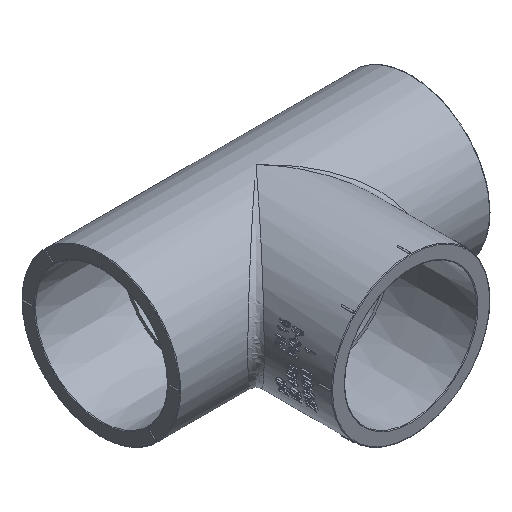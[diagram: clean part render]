
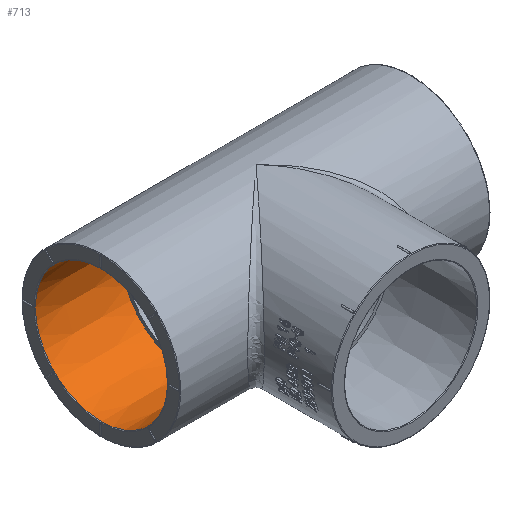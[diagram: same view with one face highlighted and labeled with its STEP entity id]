
A CAD part, isometric view. The second image highlights one B-rep face of the part: STEP entity #713.
In plain terms, the highlighted conical face has half-angle 0.541 degrees and reference radius 20 mm.
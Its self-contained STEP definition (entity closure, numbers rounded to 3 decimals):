
#189=CONICAL_SURFACE('',#6137,20.,0.541);
#713=ADVANCED_FACE('',(#1520,#1521),#189,.F.);
#1184=CIRCLE('',#6104,20.248);
#1207=CIRCLE('',#6136,20.);
#1520=FACE_BOUND('',#1670,.T.);
#1521=FACE_BOUND('',#1671,.T.);
#1670=EDGE_LOOP('',(#2418));
#1671=EDGE_LOOP('',(#2419));
#2418=ORIENTED_EDGE('',*,*,#4803,.F.);
#2419=ORIENTED_EDGE('',*,*,#4762,.T.);
#4152=VERTEX_POINT('',#12214);
#4191=VERTEX_POINT('',#12535);
#4762=EDGE_CURVE('',#4152,#4152,#1184,.T.);
#4803=EDGE_CURVE('',#4191,#4191,#1207,.T.);
#6104=AXIS2_PLACEMENT_3D('',#12213,#6564,#6565);
#6136=AXIS2_PLACEMENT_3D('',#12534,#6644,#6645);
#6137=AXIS2_PLACEMENT_3D('',#12536,#6646,#6647);
#6564=DIRECTION('',(-1.,0.,0.));
#6565=DIRECTION('',(0.,0.,-1.));
#6644=DIRECTION('',(-1.,0.,0.));
#6645=DIRECTION('',(0.,0.,1.));
#6646=DIRECTION('',(-1.,0.,0.));
#6647=DIRECTION('',(0.,0.,1.));
#12213=CARTESIAN_POINT('',(-297.252,0.,-562.));
#12214=CARTESIAN_POINT('',(-297.252,0.,-582.248));
#12534=CARTESIAN_POINT('',(-270.95,0.,-562.));
#12535=CARTESIAN_POINT('',(-270.95,0.,-542.));
#12536=CARTESIAN_POINT('',(-270.95,0.,-562.));
